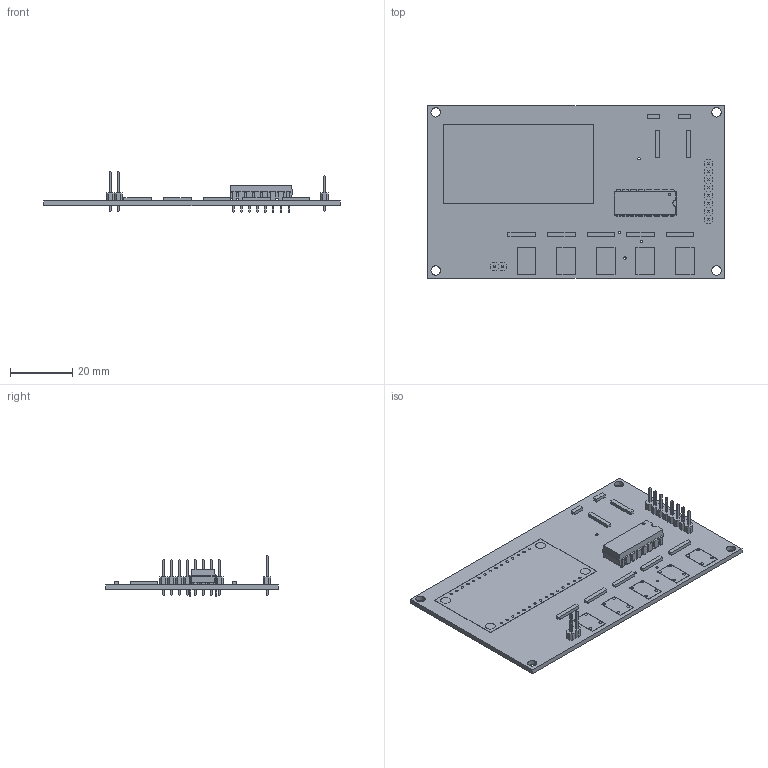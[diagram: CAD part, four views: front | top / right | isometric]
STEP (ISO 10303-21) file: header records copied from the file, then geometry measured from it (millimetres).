
FILE_DESCRIPTION(/* description */ (''),/* implementation_level */ '2;1');
FILE_NAME(/* name */ 'd1b96c6f-b140-480e-a7be-931601bf6628.stp',/* time_stamp */ '2019-03-27T01:12:43+00:00',/* author */ (''),/* organization */ (''),/* preprocessor_version */ 'ST-DEVELOPER v17.2',/* originating_system */ 'Autodesk Translation Framework v7.6.0.251',/* authorisation */ '');
FILE_SCHEMA (('AUTOMOTIVE_DESIGN { 1 0 10303 214 3 1 1 }'));
Length unit declared in the file: millimetre
Products named in the file (10): d1b96c6f-b140-480e-a7be-931601bf6628; PCB Component; Board; 4532N; LED3MM; 1X02; 510; 1X08; FSM8JH; ESP12E_DEVKIT
Assembly tree (20 placements, depth 3):
  d1b96c6f-b140-480e-a7be-931601bf6628
    PCB Component
      Board
      4532N
      LED3MM  x2
      1X02
      510  x7
      1X08
      FSM8JH  x5
      ESP12E_DEVKIT
Bounding box: 95.23 x 55.55 x 12.97 mm (x, y, z)
Volume: 9236.7 mm3; surface area: 16063.2 mm2
Topology: 19 solids, 19 shells, 685 faces, 1726 edges, 1100 vertices
Faces by surface type: plane 577, cylinder 108
Full cylindrical faces by diameter (mm): 0.762 x1, 0.8 x34, 0.813 x34, 0.99 x20, 1.016 x10, 3 x4, 3.2 x4
Entity records: 19684 total; most frequent: CARTESIAN_POINT 3255, ORIENTED_EDGE 3188, DIRECTION 3110, EDGE_CURVE 1594, LINE 1376, VECTOR 1376, VERTEX_POINT 1012, AXIS2_PLACEMENT_3D 867
